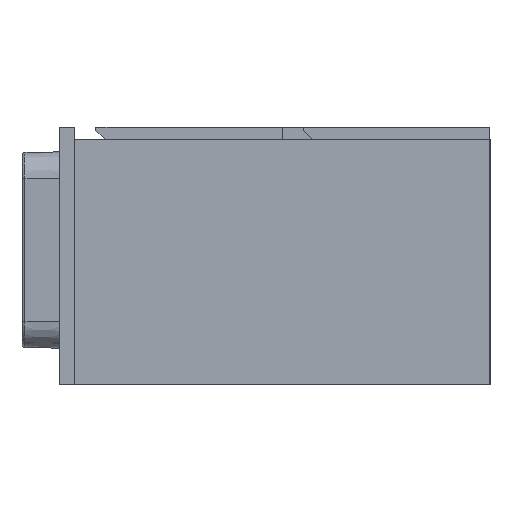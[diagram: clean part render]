
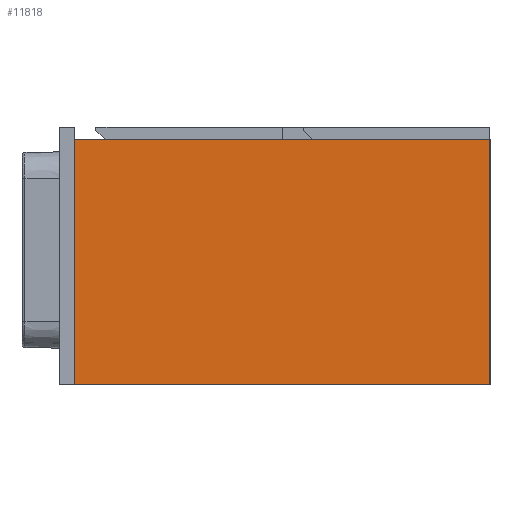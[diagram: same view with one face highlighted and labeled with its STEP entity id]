
A CAD part, left-side view. The second image highlights one B-rep face of the part: STEP entity #11818.
In plain terms, the highlighted planar face has unit normal (-1, 0, 0).
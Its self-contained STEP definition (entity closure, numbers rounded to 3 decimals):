
#768 = DIRECTION ( 'NONE',  ( 0., 0., -1. ) ) ;
#1240 = ORIENTED_EDGE ( 'NONE', *, *, #29493, .T. ) ;
#2501 = ORIENTED_EDGE ( 'NONE', *, *, #5402, .T. ) ;
#3454 = CARTESIAN_POINT ( 'NONE',  ( -744., 275., 0. ) ) ;
#5402 = EDGE_CURVE ( 'NONE', #16529, #62688, #21896, .T. ) ;
#10923 = VERTEX_POINT ( 'NONE', #3454 ) ;
#11818 = ADVANCED_FACE ( 'NONE', ( #12808 ), #62131, .T. ) ;
#12808 = FACE_OUTER_BOUND ( 'NONE', #64282, .T. ) ;
#16529 = VERTEX_POINT ( 'NONE', #57271 ) ;
#16647 = CARTESIAN_POINT ( 'NONE',  ( -744., 275., 325. ) ) ;
#16759 = VECTOR ( 'NONE', #51882, 1000. ) ;
#17301 = CARTESIAN_POINT ( 'NONE',  ( -744., 275., 325. ) ) ;
#20491 = EDGE_CURVE ( 'NONE', #16529, #59806, #53565, .T. ) ;
#20789 = DIRECTION ( 'NONE',  ( -1., 0., 0. ) ) ;
#20794 = CARTESIAN_POINT ( 'NONE',  ( -744., -275., 325. ) ) ;
#21249 = DIRECTION ( 'NONE',  ( 0., 0., 1. ) ) ;
#21896 = LINE ( 'NONE', #17301, #48067 ) ;
#29493 = EDGE_CURVE ( 'NONE', #62688, #10923, #30607, .T. ) ;
#30607 = LINE ( 'NONE', #32303, #61673 ) ;
#31538 = LINE ( 'NONE', #45118, #39765 ) ;
#31697 = ORIENTED_EDGE ( 'NONE', *, *, #20491, .F. ) ;
#32303 = CARTESIAN_POINT ( 'NONE',  ( -744., 275., 325. ) ) ;
#32366 = DIRECTION ( 'NONE',  ( 0., 1., 0. ) ) ;
#34199 = EDGE_CURVE ( 'NONE', #59806, #10923, #31538, .T. ) ;
#34803 = DIRECTION ( 'NONE',  ( 0., 1., 0. ) ) ;
#38135 = AXIS2_PLACEMENT_3D ( 'NONE', #56900, #20789, #21249 ) ;
#39765 = VECTOR ( 'NONE', #34803, 1000. ) ;
#43710 = CARTESIAN_POINT ( 'NONE',  ( -744., -275., 0. ) ) ;
#45118 = CARTESIAN_POINT ( 'NONE',  ( -744., 275., 0. ) ) ;
#48067 = VECTOR ( 'NONE', #32366, 1000. ) ;
#51882 = DIRECTION ( 'NONE',  ( 0., 0., -1. ) ) ;
#53565 = LINE ( 'NONE', #20794, #16759 ) ;
#55643 = ORIENTED_EDGE ( 'NONE', *, *, #34199, .F. ) ;
#56900 = CARTESIAN_POINT ( 'NONE',  ( -744., 275., 325. ) ) ;
#57271 = CARTESIAN_POINT ( 'NONE',  ( -744., -275., 325. ) ) ;
#59806 = VERTEX_POINT ( 'NONE', #43710 ) ;
#61673 = VECTOR ( 'NONE', #768, 1000. ) ;
#62131 = PLANE ( 'NONE',  #38135 ) ;
#62688 = VERTEX_POINT ( 'NONE', #16647 ) ;
#64282 = EDGE_LOOP ( 'NONE', ( #55643, #31697, #2501, #1240 ) ) ;
